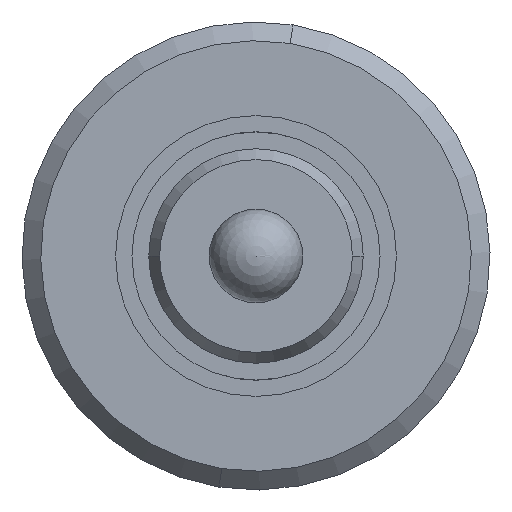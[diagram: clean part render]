
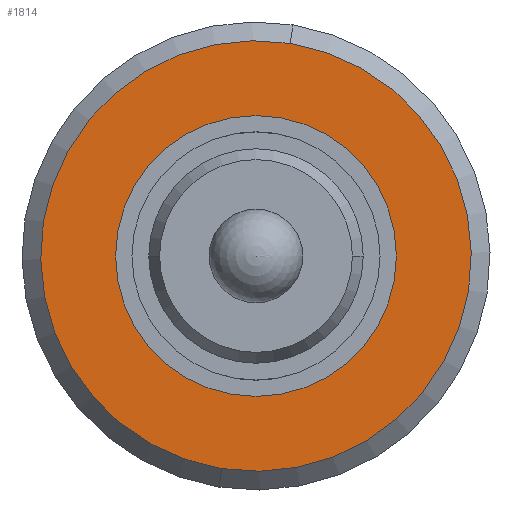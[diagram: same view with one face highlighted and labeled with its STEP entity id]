
A CAD part, front view. The second image highlights one B-rep face of the part: STEP entity #1814.
In plain terms, the highlighted planar face has unit normal (0, -1, 0).
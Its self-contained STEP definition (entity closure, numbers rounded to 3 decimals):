
#156 = DIRECTION ( 'NONE',  ( 0., 1., 0. ) ) ;
#301 = CARTESIAN_POINT ( 'NONE',  ( 0., 5.2, 0. ) ) ;
#407 = CIRCLE ( 'NONE', #1793, 2.3 ) ;
#503 = CARTESIAN_POINT ( 'NONE',  ( 0., 5.2, 0. ) ) ;
#657 = PLANE ( 'NONE',  #3847 ) ;
#660 = EDGE_CURVE ( 'Defeature ausgef�hrt1_20+Defeature ausgef�hrt1_21+Defeature ausgef�hrt1_21+Defeature ausgef�hrt1_21', #3704, #1653, #407, .T. ) ;
#851 = DIRECTION ( 'NONE',  ( 0., -1., 0. ) ) ;
#875 = FACE_BOUND ( 'NONE', #3043, .T. ) ;
#980 = DIRECTION ( 'NONE',  ( -0.158, 0., -0.987 ) ) ;
#1242 = CARTESIAN_POINT ( 'NONE',  ( 0., 5.2, 0. ) ) ;
#1273 = DIRECTION ( 'NONE',  ( 0., -1., 0. ) ) ;
#1312 = CARTESIAN_POINT ( 'NONE',  ( 0., 5.2, 0. ) ) ;
#1323 = EDGE_CURVE ( 'Defeature ausgef�hrt1_20+Defeature ausgef�hrt1_19+Defeature ausgef�hrt1_19+Defeature ausgef�hrt1_19', #4447, #1410, #2321, .T. ) ;
#1410 = VERTEX_POINT ( 'NONE', #3323 ) ;
#1653 = VERTEX_POINT ( 'NONE', #2941 ) ;
#1660 = ORIENTED_EDGE ( 'NONE', *, *, #3362, .T. ) ;
#1710 = EDGE_LOOP ( 'NONE', ( #4403, #3888 ) ) ;
#1793 = AXIS2_PLACEMENT_3D ( 'NONE', #503, #851, #3252 ) ;
#1814 = ADVANCED_FACE ( 'Defeature ausgef�hrt1_20', ( #875, #4267 ), #657, .F. ) ;
#1939 = DIRECTION ( 'NONE',  ( 0.158, 0., 0.987 ) ) ;
#2321 = CIRCLE ( 'NONE', #3819, 0.9 ) ;
#2467 = CARTESIAN_POINT ( 'NONE',  ( 0., 5.2, 0.9 ) ) ;
#2488 = AXIS2_PLACEMENT_3D ( 'NONE', #2977, #156, #4026 ) ;
#2941 = CARTESIAN_POINT ( 'NONE',  ( -0.364, 5.2, -2.271 ) ) ;
#2977 = CARTESIAN_POINT ( 'NONE',  ( 0., 5.2, 0. ) ) ;
#3043 = EDGE_LOOP ( 'NONE', ( #1660, #3984 ) ) ;
#3231 = CIRCLE ( 'NONE', #2488, 0.9 ) ;
#3252 = DIRECTION ( 'NONE',  ( 0.158, 0., 0.987 ) ) ;
#3273 = EDGE_CURVE ( 'Defeature ausgef�hrt1_20+Defeature ausgef�hrt1_21+Defeature ausgef�hrt1_21+Defeature ausgef�hrt1_21', #1653, #3704, #3711, .T. ) ;
#3323 = CARTESIAN_POINT ( 'NONE',  ( 0., 5.2, -0.9 ) ) ;
#3335 = DIRECTION ( 'NONE',  ( 0., 1., 0. ) ) ;
#3362 = EDGE_CURVE ( 'Defeature ausgef�hrt1_20+Defeature ausgef�hrt1_19+Defeature ausgef�hrt1_19+Defeature ausgef�hrt1_19', #1410, #4447, #3231, .T. ) ;
#3590 = AXIS2_PLACEMENT_3D ( 'NONE', #301, #1273, #1939 ) ;
#3680 = DIRECTION ( 'NONE',  ( 0., 0., -1. ) ) ;
#3704 = VERTEX_POINT ( 'NONE', #4448 ) ;
#3711 = CIRCLE ( 'NONE', #3590, 2.3 ) ;
#3819 = AXIS2_PLACEMENT_3D ( 'NONE', #1242, #3335, #3680 ) ;
#3847 = AXIS2_PLACEMENT_3D ( 'NONE', #1312, #4049, #980 ) ;
#3888 = ORIENTED_EDGE ( 'NONE', *, *, #660, .T. ) ;
#3984 = ORIENTED_EDGE ( 'NONE', *, *, #1323, .T. ) ;
#4026 = DIRECTION ( 'NONE',  ( 0., 0., -1. ) ) ;
#4049 = DIRECTION ( 'NONE',  ( 0., 1., 0. ) ) ;
#4267 = FACE_OUTER_BOUND ( 'NONE', #1710, .T. ) ;
#4403 = ORIENTED_EDGE ( 'NONE', *, *, #3273, .T. ) ;
#4447 = VERTEX_POINT ( 'NONE', #2467 ) ;
#4448 = CARTESIAN_POINT ( 'NONE',  ( 0.364, 5.2, 2.271 ) ) ;
